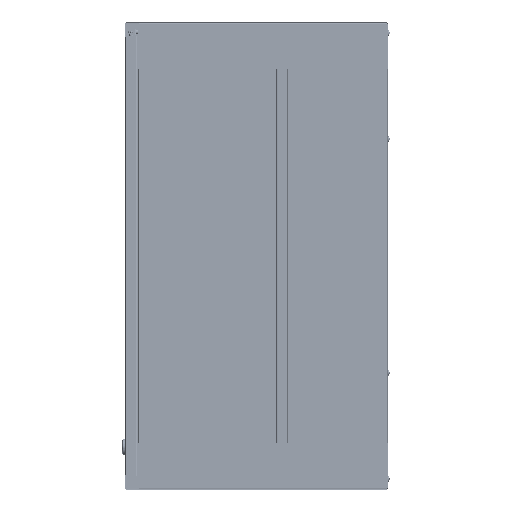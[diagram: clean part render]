
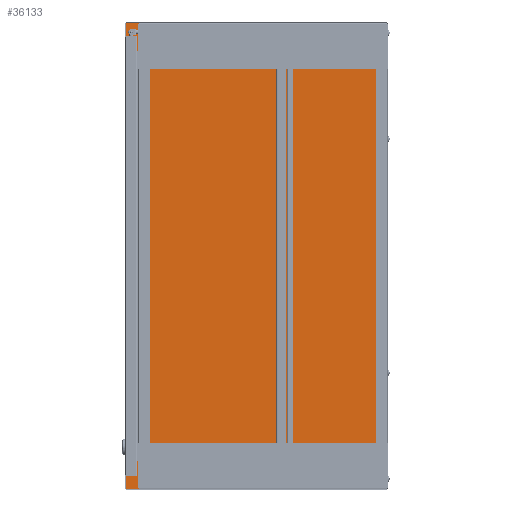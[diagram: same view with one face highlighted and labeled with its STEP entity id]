
A CAD part, front view. The second image highlights one B-rep face of the part: STEP entity #36133.
In plain terms, the highlighted face is planar.
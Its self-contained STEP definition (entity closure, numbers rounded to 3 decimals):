
#2220 = CARTESIAN_POINT ( 'NONE',  ( 800.7, -448.3, 0. ) ) ;
#2519 = ORIENTED_EDGE ( 'NONE', *, *, #44515, .F. ) ;
#2734 = AXIS2_PLACEMENT_3D ( 'NONE', #61584, #17924, #37374 ) ;
#4020 = ORIENTED_EDGE ( 'NONE', *, *, #41349, .F. ) ;
#5100 = LINE ( 'NONE', #15628, #18558 ) ;
#5404 = DIRECTION ( 'NONE',  ( 0., 1., 0. ) ) ;
#5974 = VECTOR ( 'NONE', #40363, 1000. ) ;
#6029 = DIRECTION ( 'NONE',  ( -1., 0., 0. ) ) ;
#11337 = CARTESIAN_POINT ( 'NONE',  ( 1.7, -1.7, 0. ) ) ;
#13162 = ORIENTED_EDGE ( 'NONE', *, *, #48007, .F. ) ;
#13648 = VERTEX_POINT ( 'NONE', #51279 ) ;
#15346 = EDGE_CURVE ( 'NONE', #51196, #54415, #24557, .T. ) ;
#15628 = CARTESIAN_POINT ( 'NONE',  ( 1.7, -449.123, 0. ) ) ;
#16137 = LINE ( 'NONE', #20311, #5974 ) ;
#17924 = DIRECTION ( 'NONE',  ( 0., 0., 1. ) ) ;
#18558 = VECTOR ( 'NONE', #5404, 1000. ) ;
#20311 = CARTESIAN_POINT ( 'NONE',  ( 800.7, -0.877, 0. ) ) ;
#22932 = ORIENTED_EDGE ( 'NONE', *, *, #15346, .F. ) ;
#24557 = LINE ( 'NONE', #29669, #30290 ) ;
#28932 = VECTOR ( 'NONE', #47752, 1000. ) ;
#29669 = CARTESIAN_POINT ( 'NONE',  ( 801.523, -448.3, 0. ) ) ;
#30290 = VECTOR ( 'NONE', #6029, 1000. ) ;
#34741 = CARTESIAN_POINT ( 'NONE',  ( 1.7, -448.3, 0. ) ) ;
#36133 = ADVANCED_FACE ( 'NONE', ( #51718 ), #46924, .T. ) ;
#37374 = DIRECTION ( 'NONE',  ( 1., 0., 0. ) ) ;
#37591 = LINE ( 'NONE', #48066, #28932 ) ;
#39147 = VERTEX_POINT ( 'NONE', #11337 ) ;
#40363 = DIRECTION ( 'NONE',  ( 0., -1., 0. ) ) ;
#41349 = EDGE_CURVE ( 'NONE', #39147, #13648, #37591, .T. ) ;
#42858 = EDGE_LOOP ( 'NONE', ( #22932, #2519, #4020, #13162 ) ) ;
#44515 = EDGE_CURVE ( 'NONE', #13648, #51196, #16137, .T. ) ;
#46924 = PLANE ( 'NONE',  #2734 ) ;
#47752 = DIRECTION ( 'NONE',  ( 1., 0., 0. ) ) ;
#48007 = EDGE_CURVE ( 'NONE', #54415, #39147, #5100, .T. ) ;
#48066 = CARTESIAN_POINT ( 'NONE',  ( 0.877, -1.7, 0. ) ) ;
#51196 = VERTEX_POINT ( 'NONE', #2220 ) ;
#51279 = CARTESIAN_POINT ( 'NONE',  ( 800.7, -1.7, 0. ) ) ;
#51718 = FACE_OUTER_BOUND ( 'NONE', #42858, .T. ) ;
#54415 = VERTEX_POINT ( 'NONE', #34741 ) ;
#61584 = CARTESIAN_POINT ( 'NONE',  ( 0., 0., 0. ) ) ;
